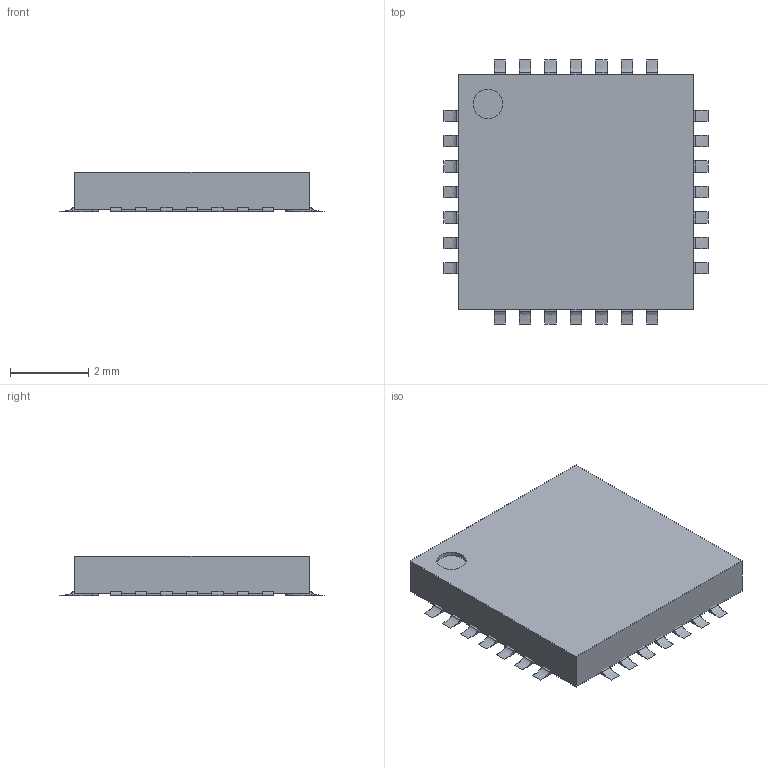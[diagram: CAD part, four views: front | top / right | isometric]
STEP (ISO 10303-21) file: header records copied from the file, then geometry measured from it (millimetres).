
FILE_DESCRIPTION(('STEP AP242'), '1');
FILE_NAME('QFN-28', '', ('UNSPECIFIED'), ('UNSPECIFIED'), 'C3D Converter', 'C3D Toolkit', '');
FILE_SCHEMA(('AP242_MANAGED_MODEL_BASED_3D_ENGINEERING_MIM_LF { 1 0 10303 442 1 1 4 }'));
Length unit declared in the file: millimetre
Products named in the file (6): ASSEMBLY; Body; ThermalPin; PinsArrayLR; PinsArrayTB
Assembly tree (5 placements, depth 2):
  ASSEMBLY
    Body
    ThermalPin
    PinsArrayLR
    PinsArrayTB
    (unnamed)
Bounding box: 6.75 x 6.75 x 1 mm (x, y, z)
Volume: 36.3 mm3; surface area: 149.1 mm2
Topology: 58 solids, 58 shells, 322 faces, 615 edges, 410 vertices
Faces by surface type: plane 265, cylinder 29, extrusion 28
Full cylindrical faces by diameter (mm): 0.75 x1
Entity records: 10144 total; most frequent: CARTESIAN_POINT 1520, DIRECTION 1244, ORIENTED_EDGE 1228, EDGE_CURVE 614, VECTOR 528, LINE 500, VERTEX_POINT 410, AXIS2_PLACEMENT_3D 358
